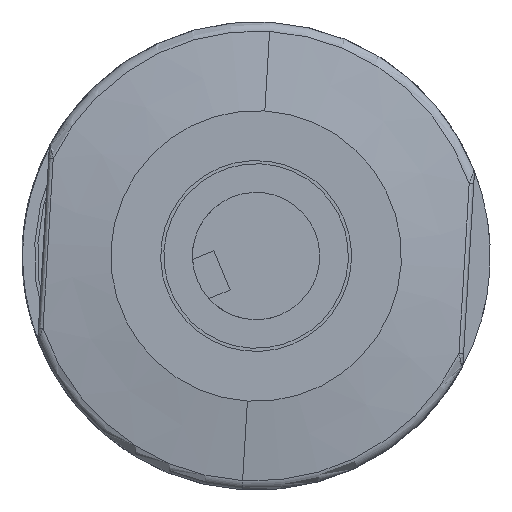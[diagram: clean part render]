
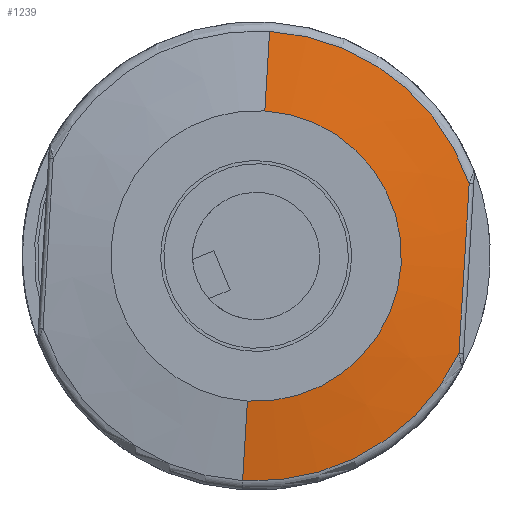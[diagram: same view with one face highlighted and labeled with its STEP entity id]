
A CAD part, front view. The second image highlights one B-rep face of the part: STEP entity #1239.
In plain terms, the highlighted conical face has half-angle 82.113 degrees and reference radius 22.075 mm.
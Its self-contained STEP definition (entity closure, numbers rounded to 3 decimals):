
#102 = CARTESIAN_POINT ( 'NONE',  ( -87.48, -82.23, 2.884 ) ) ;
#123 = ORIENTED_EDGE ( 'NONE', *, *, #2055, .F. ) ;
#199 = LINE ( 'NONE', #1375, #1623 ) ;
#220 = AXIS2_PLACEMENT_3D ( 'NONE', #788, #1931, #1690 ) ;
#226 = CIRCLE ( 'NONE', #2571, 21.212 ) ;
#232 = CARTESIAN_POINT ( 'NONE',  ( -67.712, -81.407, 4.375 ) ) ;
#290 = DIRECTION ( 'NONE',  ( 0.06, 0., 0.998 ) ) ;
#327 = EDGE_CURVE ( 'NONE', #977, #1128, #2366, .T. ) ;
#352 = DIRECTION ( 'NONE',  ( -0.06, 0., -0.998 ) ) ;
#380 = EDGE_CURVE ( 'NONE', #2581, #2171, #2412, .T. ) ;
#425 = CARTESIAN_POINT ( 'NONE',  ( -88.805, -81.07, -19.151 ) ) ;
#502 = B_SPLINE_CURVE_WITH_KNOTS ( 'NONE', 3,
 ( #1186, #961, #636, #232, #2668, #840 ),
 .UNSPECIFIED., .F., .F.,
 ( 4, 2, 4 ),
 ( 0., 0.008, 0.016 ),
 .UNSPECIFIED. ) ;
#636 = CARTESIAN_POINT ( 'NONE',  ( -68.032, -81.407, -0.962 ) ) ;
#650 = CARTESIAN_POINT ( 'NONE',  ( -86.207, -81.19, 24.058 ) ) ;
#680 = VERTEX_POINT ( 'NONE', #650 ) ;
#708 = DIRECTION ( 'NONE',  ( 0., -1., 0. ) ) ;
#714 = CARTESIAN_POINT ( 'NONE',  ( -86.658, -82.23, 16.561 ) ) ;
#783 = CARTESIAN_POINT ( 'NONE',  ( -87.48, -81.07, 2.884 ) ) ;
#788 = CARTESIAN_POINT ( 'NONE',  ( -87.48, -81.19, 2.884 ) ) ;
#840 = CARTESIAN_POINT ( 'NONE',  ( -67.396, -81.19, 9.709 ) ) ;
#926 = ORIENTED_EDGE ( 'NONE', *, *, #327, .F. ) ;
#961 = CARTESIAN_POINT ( 'NONE',  ( -68.195, -81.329, -3.632 ) ) ;
#977 = VERTEX_POINT ( 'NONE', #2430 ) ;
#997 = DIRECTION ( 'NONE',  ( 0.06, 0., 0.998 ) ) ;
#1128 = VERTEX_POINT ( 'NONE', #714 ) ;
#1186 = CARTESIAN_POINT ( 'NONE',  ( -68.358, -81.19, -6.298 ) ) ;
#1221 = DIRECTION ( 'NONE',  ( 0., 1., 0. ) ) ;
#1239 = ADVANCED_FACE ( 'NONE', ( #2779 ), #2502, .T. ) ;
#1245 = AXIS2_PLACEMENT_3D ( 'NONE', #783, #1221, #352 ) ;
#1375 = CARTESIAN_POINT ( 'NONE',  ( -86.155, -81.07, 24.919 ) ) ;
#1400 = ORIENTED_EDGE ( 'NONE', *, *, #380, .T. ) ;
#1434 = VECTOR ( 'NONE', #2849, 1000. ) ;
#1452 = EDGE_LOOP ( 'NONE', ( #123, #926, #2006, #1400, #2260, #1556 ) ) ;
#1556 = ORIENTED_EDGE ( 'NONE', *, *, #2454, .T. ) ;
#1567 = EDGE_CURVE ( 'NONE', #977, #2581, #2828, .T. ) ;
#1623 = VECTOR ( 'NONE', #2020, 1000. ) ;
#1690 = DIRECTION ( 'NONE',  ( 0.06, 0., 0.998 ) ) ;
#1931 = DIRECTION ( 'NONE',  ( 0., -1., 0. ) ) ;
#2006 = ORIENTED_EDGE ( 'NONE', *, *, #1567, .T. ) ;
#2020 = DIRECTION ( 'NONE',  ( 0.059, 0.137, 0.989 ) ) ;
#2049 = CARTESIAN_POINT ( 'NONE',  ( -68.358, -81.19, -6.298 ) ) ;
#2055 = EDGE_CURVE ( 'NONE', #1128, #680, #199, .T. ) ;
#2171 = VERTEX_POINT ( 'NONE', #2049 ) ;
#2260 = ORIENTED_EDGE ( 'NONE', *, *, #2785, .T. ) ;
#2294 = CARTESIAN_POINT ( 'NONE',  ( -87.48, -81.19, 2.884 ) ) ;
#2366 = CIRCLE ( 'NONE', #2741, 13.701 ) ;
#2412 = CIRCLE ( 'NONE', #220, 21.212 ) ;
#2430 = CARTESIAN_POINT ( 'NONE',  ( -88.303, -82.23, -10.793 ) ) ;
#2454 = EDGE_CURVE ( 'NONE', #2532, #680, #226, .T. ) ;
#2502 = CONICAL_SURFACE ( 'NONE', #1245, 22.075, 1.433 ) ;
#2532 = VERTEX_POINT ( 'NONE', #2721 ) ;
#2571 = AXIS2_PLACEMENT_3D ( 'NONE', #2294, #708, #290 ) ;
#2581 = VERTEX_POINT ( 'NONE', #2879 ) ;
#2600 = DIRECTION ( 'NONE',  ( 0., -1., 0. ) ) ;
#2668 = CARTESIAN_POINT ( 'NONE',  ( -67.553, -81.329, 7.042 ) ) ;
#2721 = CARTESIAN_POINT ( 'NONE',  ( -67.396, -81.19, 9.709 ) ) ;
#2741 = AXIS2_PLACEMENT_3D ( 'NONE', #102, #2600, #997 ) ;
#2779 = FACE_OUTER_BOUND ( 'NONE', #1452, .T. ) ;
#2785 = EDGE_CURVE ( 'NONE', #2171, #2532, #502, .T. ) ;
#2828 = LINE ( 'NONE', #425, #1434 ) ;
#2849 = DIRECTION ( 'NONE',  ( -0.059, 0.137, -0.989 ) ) ;
#2879 = CARTESIAN_POINT ( 'NONE',  ( -88.754, -81.19, -18.29 ) ) ;
